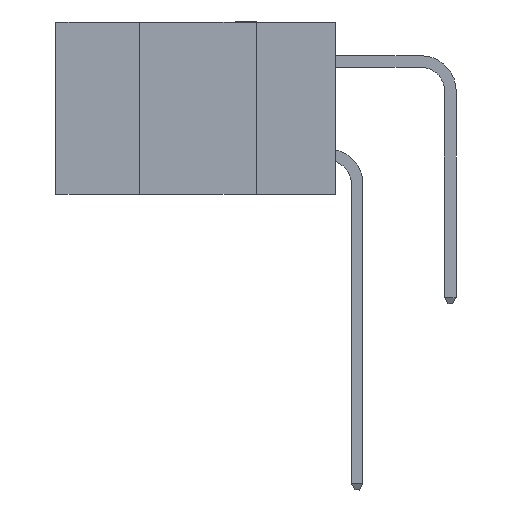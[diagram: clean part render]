
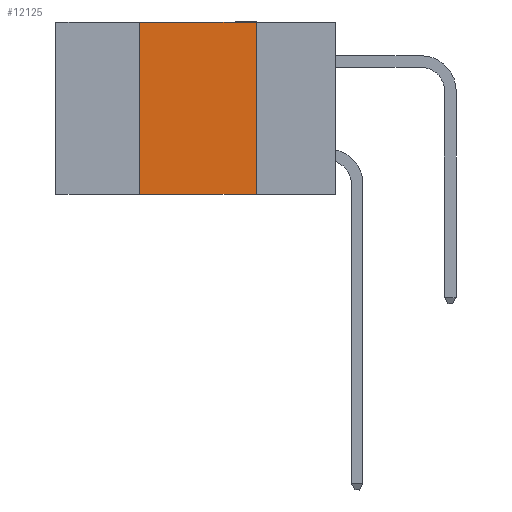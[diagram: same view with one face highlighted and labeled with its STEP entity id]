
A CAD part, left-side view. The second image highlights one B-rep face of the part: STEP entity #12125.
In plain terms, the highlighted planar face has unit normal (-1, 0, 0).
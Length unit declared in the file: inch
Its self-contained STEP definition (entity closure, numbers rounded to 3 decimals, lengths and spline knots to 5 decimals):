
#144 = VECTOR ( 'NONE', #2762, 39.37008 ) ;
#648 = VERTEX_POINT ( 'NONE', #10021 ) ;
#1324 = ORIENTED_EDGE ( 'NONE', *, *, #4912, .F. ) ;
#1548 = LINE ( 'NONE', #12000, #8347 ) ;
#1712 = CARTESIAN_POINT ( 'NONE',  ( 0., 0.42, -0.37 ) ) ;
#1818 = EDGE_CURVE ( 'NONE', #14259, #648, #12179, .T. ) ;
#2087 = VERTEX_POINT ( 'NONE', #12433 ) ;
#2762 = DIRECTION ( 'NONE',  ( 0., 0., -1. ) ) ;
#2881 = CARTESIAN_POINT ( 'NONE',  ( 0., 0.6, 0. ) ) ;
#2884 = CARTESIAN_POINT ( 'NONE',  ( 0., 0.17, 0. ) ) ;
#3087 = CARTESIAN_POINT ( 'NONE',  ( 0., 0.6, -0.37 ) ) ;
#3185 = ORIENTED_EDGE ( 'NONE', *, *, #6236, .F. ) ;
#4912 = EDGE_CURVE ( 'NONE', #14259, #2087, #1548, .T. ) ;
#5518 = LINE ( 'NONE', #7055, #12356 ) ;
#6236 = EDGE_CURVE ( 'NONE', #6651, #648, #9269, .T. ) ;
#6651 = VERTEX_POINT ( 'NONE', #2884 ) ;
#7008 = DIRECTION ( 'NONE',  ( 1., 0., 0. ) ) ;
#7055 = CARTESIAN_POINT ( 'NONE',  ( 0., 0.6, 0. ) ) ;
#8177 = AXIS2_PLACEMENT_3D ( 'NONE', #2881, #7008, #14641 ) ;
#8239 = DIRECTION ( 'NONE',  ( 0., -1., 0. ) ) ;
#8314 = VECTOR ( 'NONE', #9434, 39.37008 ) ;
#8347 = VECTOR ( 'NONE', #14258, 39.37008 ) ;
#9269 = LINE ( 'NONE', #14517, #144 ) ;
#9434 = DIRECTION ( 'NONE',  ( 0., -1., 0. ) ) ;
#10021 = CARTESIAN_POINT ( 'NONE',  ( 0., 0.17, -0.37 ) ) ;
#12000 = CARTESIAN_POINT ( 'NONE',  ( 0., 0.42, 0. ) ) ;
#12125 = ADVANCED_FACE ( 'NONE', ( #13603 ), #16101, .F. ) ;
#12179 = LINE ( 'NONE', #3087, #8314 ) ;
#12356 = VECTOR ( 'NONE', #8239, 39.37008 ) ;
#12433 = CARTESIAN_POINT ( 'NONE',  ( 0., 0.42, 0. ) ) ;
#12983 = ORIENTED_EDGE ( 'NONE', *, *, #14343, .F. ) ;
#13603 = FACE_OUTER_BOUND ( 'NONE', #15132, .T. ) ;
#14258 = DIRECTION ( 'NONE',  ( 0., 0., 1. ) ) ;
#14259 = VERTEX_POINT ( 'NONE', #1712 ) ;
#14343 = EDGE_CURVE ( 'NONE', #2087, #6651, #5518, .T. ) ;
#14517 = CARTESIAN_POINT ( 'NONE',  ( 0., 0.17, 0. ) ) ;
#14641 = DIRECTION ( 'NONE',  ( 0., 0., -1. ) ) ;
#15132 = EDGE_LOOP ( 'NONE', ( #3185, #12983, #1324, #16866 ) ) ;
#16101 = PLANE ( 'NONE',  #8177 ) ;
#16866 = ORIENTED_EDGE ( 'NONE', *, *, #1818, .T. ) ;
